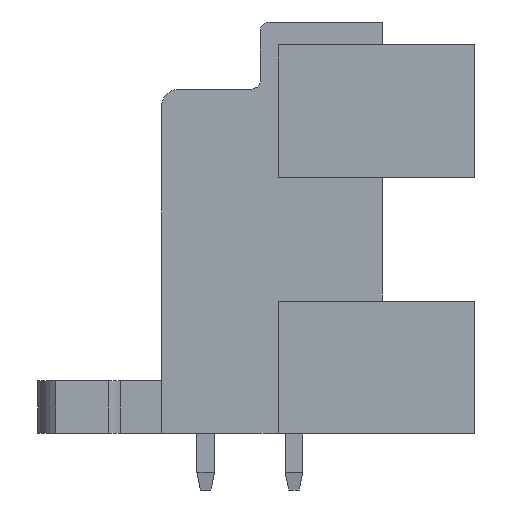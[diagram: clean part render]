
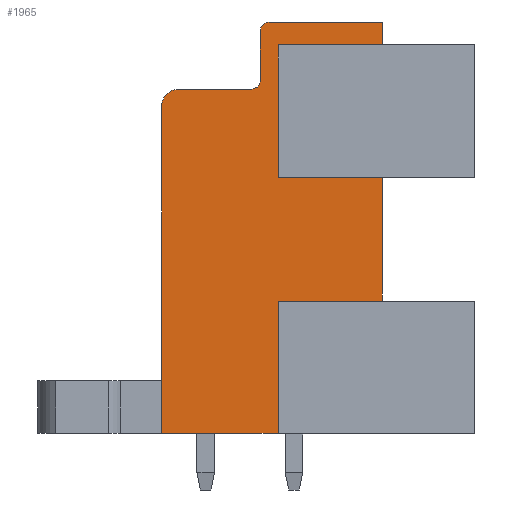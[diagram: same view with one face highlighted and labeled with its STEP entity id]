
A CAD part, left-side view. The second image highlights one B-rep face of the part: STEP entity #1965.
In plain terms, the highlighted planar face has unit normal (-1, 0, 0).
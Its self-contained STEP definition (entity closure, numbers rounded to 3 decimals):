
#105=AXIS2_PLACEMENT_3D('Plane Axis2P3D',#102,#103,#104) ;
#1702=AXIS2_PLACEMENT_3D('Circle Axis2P3D',#1700,#1701,$) ;
#1750=AXIS2_PLACEMENT_3D('Circle Axis2P3D',#1748,#1749,$) ;
#1798=AXIS2_PLACEMENT_3D('Circle Axis2P3D',#1796,#1797,$) ;
#36=CARTESIAN_POINT('Line Origine',(0.7,11.1,6.95)) ;
#40=CARTESIAN_POINT('Vertex',(0.7,11.1,10.7)) ;
#42=CARTESIAN_POINT('Vertex',(0.7,11.1,3.2)) ;
#102=CARTESIAN_POINT('Axis2P3D Location',(0.7,0.,0.)) ;
#142=CARTESIAN_POINT('Line Origine',(0.7,11.1,21.45)) ;
#146=CARTESIAN_POINT('Vertex',(0.7,11.1,25.2)) ;
#148=CARTESIAN_POINT('Vertex',(0.7,11.1,17.7)) ;
#998=CARTESIAN_POINT('Vertex',(0.7,5.2,17.7)) ;
#1001=CARTESIAN_POINT('Line Origine',(0.7,5.2,14.2)) ;
#1005=CARTESIAN_POINT('Vertex',(0.7,5.2,10.7)) ;
#1642=CARTESIAN_POINT('Vertex',(0.7,5.2,26.5)) ;
#1645=CARTESIAN_POINT('Line Origine',(0.7,5.2,25.85)) ;
#1649=CARTESIAN_POINT('Vertex',(0.7,5.2,25.2)) ;
#1673=CARTESIAN_POINT('Vertex',(0.7,11.6,26.5)) ;
#1676=CARTESIAN_POINT('Line Origine',(0.7,8.4,26.5)) ;
#1697=CARTESIAN_POINT('Vertex',(0.7,12.1,26.)) ;
#1700=CARTESIAN_POINT('Axis2P3D Location',(0.7,11.6,26.)) ;
#1721=CARTESIAN_POINT('Vertex',(0.7,12.1,23.2)) ;
#1724=CARTESIAN_POINT('Line Origine',(0.7,12.1,24.6)) ;
#1745=CARTESIAN_POINT('Vertex',(0.7,12.6,22.7)) ;
#1748=CARTESIAN_POINT('Axis2P3D Location',(0.7,12.6,23.2)) ;
#1769=CARTESIAN_POINT('Vertex',(0.7,16.7,22.7)) ;
#1772=CARTESIAN_POINT('Line Origine',(0.7,14.65,22.7)) ;
#1793=CARTESIAN_POINT('Vertex',(0.7,17.7,21.7)) ;
#1796=CARTESIAN_POINT('Axis2P3D Location',(0.7,16.7,21.7)) ;
#1875=CARTESIAN_POINT('Vertex',(0.7,17.7,3.2)) ;
#1878=CARTESIAN_POINT('Line Origine',(0.7,17.7,12.45)) ;
#1928=CARTESIAN_POINT('Line Origine',(0.7,8.15,17.7)) ;
#1933=CARTESIAN_POINT('Line Origine',(0.7,8.15,25.2)) ;
#1938=CARTESIAN_POINT('Line Origine',(0.7,14.4,3.2)) ;
#1943=CARTESIAN_POINT('Line Origine',(0.7,8.15,10.7)) ;
#37=DIRECTION('Vector Direction',(0.,0.,1.)) ;
#103=DIRECTION('Axis2P3D Direction',(-1.,0.,0.)) ;
#104=DIRECTION('Axis2P3D XDirection',(0.,-1.,0.)) ;
#143=DIRECTION('Vector Direction',(0.,0.,1.)) ;
#1002=DIRECTION('Vector Direction',(0.,0.,-1.)) ;
#1646=DIRECTION('Vector Direction',(0.,0.,-1.)) ;
#1677=DIRECTION('Vector Direction',(0.,-1.,0.)) ;
#1701=DIRECTION('Axis2P3D Direction',(-1.,0.,0.)) ;
#1725=DIRECTION('Vector Direction',(0.,0.,1.)) ;
#1749=DIRECTION('Axis2P3D Direction',(-1.,0.,0.)) ;
#1773=DIRECTION('Vector Direction',(0.,-1.,0.)) ;
#1797=DIRECTION('Axis2P3D Direction',(-1.,0.,0.)) ;
#1879=DIRECTION('Vector Direction',(0.,0.,1.)) ;
#1929=DIRECTION('Vector Direction',(0.,1.,0.)) ;
#1934=DIRECTION('Vector Direction',(0.,-1.,0.)) ;
#1939=DIRECTION('Vector Direction',(0.,1.,0.)) ;
#1944=DIRECTION('Vector Direction',(0.,-1.,0.)) ;
#38=VECTOR('Line Direction',#37,1.) ;
#144=VECTOR('Line Direction',#143,1.) ;
#1003=VECTOR('Line Direction',#1002,1.) ;
#1647=VECTOR('Line Direction',#1646,1.) ;
#1678=VECTOR('Line Direction',#1677,1.) ;
#1726=VECTOR('Line Direction',#1725,1.) ;
#1774=VECTOR('Line Direction',#1773,1.) ;
#1880=VECTOR('Line Direction',#1879,1.) ;
#1930=VECTOR('Line Direction',#1929,1.) ;
#1935=VECTOR('Line Direction',#1934,1.) ;
#1940=VECTOR('Line Direction',#1939,1.) ;
#1945=VECTOR('Line Direction',#1944,1.) ;
#1949=ORIENTED_EDGE('',*,*,#1932,.F.) ;
#1950=ORIENTED_EDGE('',*,*,#150,.F.) ;
#1951=ORIENTED_EDGE('',*,*,#1937,.F.) ;
#1952=ORIENTED_EDGE('',*,*,#1651,.T.) ;
#1953=ORIENTED_EDGE('',*,*,#1680,.T.) ;
#1954=ORIENTED_EDGE('',*,*,#1704,.T.) ;
#1955=ORIENTED_EDGE('',*,*,#1728,.T.) ;
#1956=ORIENTED_EDGE('',*,*,#1752,.T.) ;
#1957=ORIENTED_EDGE('',*,*,#1776,.T.) ;
#1958=ORIENTED_EDGE('',*,*,#1800,.T.) ;
#1959=ORIENTED_EDGE('',*,*,#1882,.T.) ;
#1960=ORIENTED_EDGE('',*,*,#1942,.T.) ;
#1961=ORIENTED_EDGE('',*,*,#44,.F.) ;
#1962=ORIENTED_EDGE('',*,*,#1947,.F.) ;
#1963=ORIENTED_EDGE('',*,*,#1007,.T.) ;
#1965=ADVANCED_FACE('Housing',(#1964),#106,.T.) ;
#1703=CIRCLE('generated circle',#1702,0.5) ;
#1751=CIRCLE('generated circle',#1750,0.5) ;
#1799=CIRCLE('generated circle',#1798,1.) ;
#44=EDGE_CURVE('',#41,#43,#39,.F.) ;
#150=EDGE_CURVE('',#147,#149,#145,.F.) ;
#1007=EDGE_CURVE('',#1006,#999,#1004,.F.) ;
#1651=EDGE_CURVE('',#1650,#1643,#1648,.F.) ;
#1680=EDGE_CURVE('',#1643,#1674,#1679,.F.) ;
#1704=EDGE_CURVE('',#1674,#1698,#1703,.T.) ;
#1728=EDGE_CURVE('',#1698,#1722,#1727,.F.) ;
#1752=EDGE_CURVE('',#1722,#1746,#1751,.F.) ;
#1776=EDGE_CURVE('',#1746,#1770,#1775,.F.) ;
#1800=EDGE_CURVE('',#1770,#1794,#1799,.T.) ;
#1882=EDGE_CURVE('',#1794,#1876,#1881,.F.) ;
#1932=EDGE_CURVE('',#149,#999,#1931,.F.) ;
#1937=EDGE_CURVE('',#1650,#147,#1936,.F.) ;
#1942=EDGE_CURVE('',#1876,#43,#1941,.F.) ;
#1947=EDGE_CURVE('',#1006,#41,#1946,.F.) ;
#1948=EDGE_LOOP('',(#1949,#1950,#1951,#1952,#1953,#1954,#1955,#1956,#1957,#1958,#1959,#1960,#1961,#1962,#1963)) ;
#1964=FACE_OUTER_BOUND('',#1948,.T.) ;
#39=LINE('Line',#36,#38) ;
#145=LINE('Line',#142,#144) ;
#1004=LINE('Line',#1001,#1003) ;
#1648=LINE('Line',#1645,#1647) ;
#1679=LINE('Line',#1676,#1678) ;
#1727=LINE('Line',#1724,#1726) ;
#1775=LINE('Line',#1772,#1774) ;
#1881=LINE('Line',#1878,#1880) ;
#1931=LINE('Line',#1928,#1930) ;
#1936=LINE('Line',#1933,#1935) ;
#1941=LINE('Line',#1938,#1940) ;
#1946=LINE('Line',#1943,#1945) ;
#106=PLANE('',#105) ;
#41=VERTEX_POINT('',#40) ;
#43=VERTEX_POINT('',#42) ;
#147=VERTEX_POINT('',#146) ;
#149=VERTEX_POINT('',#148) ;
#999=VERTEX_POINT('',#998) ;
#1006=VERTEX_POINT('',#1005) ;
#1643=VERTEX_POINT('',#1642) ;
#1650=VERTEX_POINT('',#1649) ;
#1674=VERTEX_POINT('',#1673) ;
#1698=VERTEX_POINT('',#1697) ;
#1722=VERTEX_POINT('',#1721) ;
#1746=VERTEX_POINT('',#1745) ;
#1770=VERTEX_POINT('',#1769) ;
#1794=VERTEX_POINT('',#1793) ;
#1876=VERTEX_POINT('',#1875) ;
